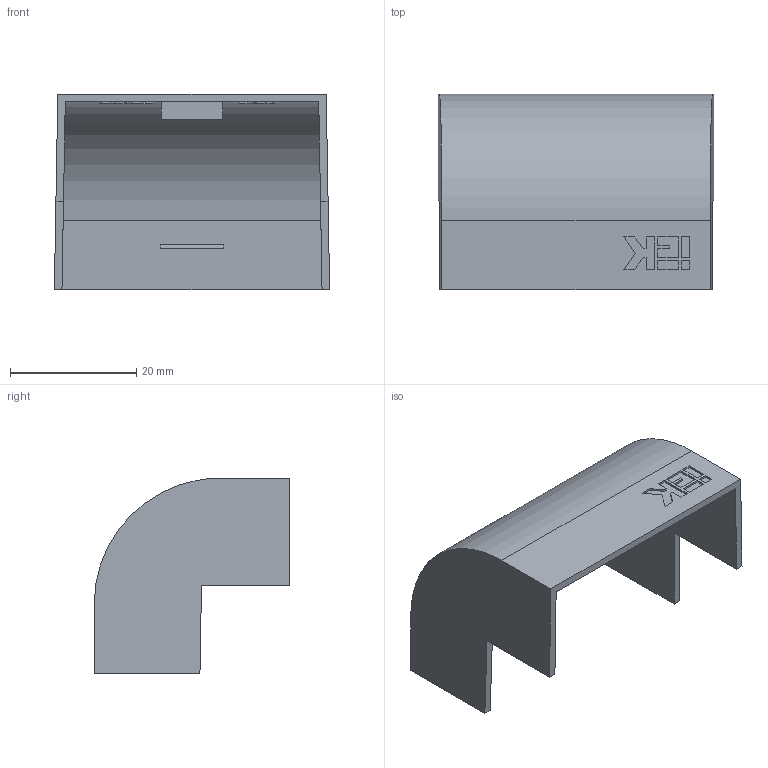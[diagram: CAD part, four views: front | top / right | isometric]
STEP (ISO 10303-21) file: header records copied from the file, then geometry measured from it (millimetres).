
FILE_DESCRIPTION (( 'STEP AP214' ), '1' );
FILE_NAME ('CKMP10D-N-040-016-K01 Âíåøíèé óãîë ÊÌÍ 40õ16 (4 øò._êîìï.).STEP', '2016-06-20T06:33:42', ( '' ), ( '' ), 'SwSTEP 2.0', 'SolidWorks 2014', '' );
FILE_SCHEMA (( 'AUTOMOTIVE_DESIGN' ));
Length unit declared in the file: millimetre
Products named in the file (1): CKMP10D-N-040-016-K01 Âíåøíèé óãîë ÊÌÍ 40õ16 (4 øò._êîìï.)
Bounding box: 43.58 x 31 x 31 mm (x, y, z)
Volume: 4205.1 mm3; surface area: 7368.4 mm2
Topology: 1 solids, 1 shells, 241 faces, 666 edges, 444 vertices
Faces by surface type: plane 147, bspline 90, cylinder 4
Entity records: 9992 total; most frequent: CARTESIAN_POINT 4436, ORIENTED_EDGE 1332, DIRECTION 786, EDGE_CURVE 666, LINE 478, VECTOR 478, VERTEX_POINT 444, EDGE_LOOP 258
